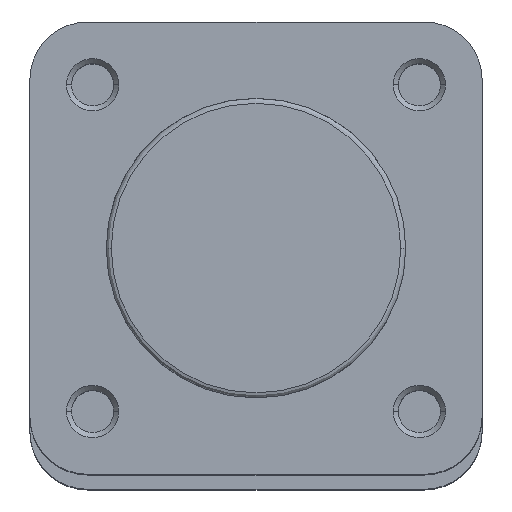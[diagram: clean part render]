
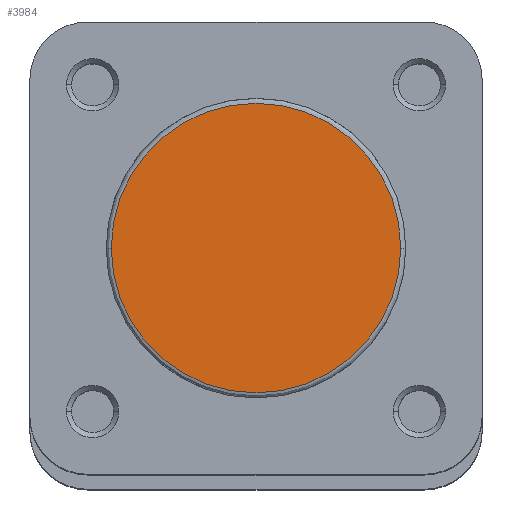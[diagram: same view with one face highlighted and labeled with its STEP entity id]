
A CAD part, top view. The second image highlights one B-rep face of the part: STEP entity #3984.
In plain terms, the highlighted planar face has unit normal (0, 0, 1).
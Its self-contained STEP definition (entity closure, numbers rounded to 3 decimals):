
#272 = VERTEX_POINT ( 'NONE', #484 ) ;
#473 = CARTESIAN_POINT ( 'NONE',  ( -14.4, 0., 0. ) ) ;
#484 = CARTESIAN_POINT ( 'NONE',  ( 14.4, 0., 0. ) ) ;
#487 = VERTEX_POINT ( 'NONE', #473 ) ;
#800 = CARTESIAN_POINT ( 'NONE',  ( 0., 0., 0. ) ) ;
#803 = DIRECTION ( 'NONE',  ( 0., 0., 1. ) ) ;
#804 = DIRECTION ( 'NONE',  ( -1., 0., 0. ) ) ;
#1785 = CARTESIAN_POINT ( 'NONE',  ( 0., 14.9, 0. ) ) ;
#1786 = PLANE ( 'NONE',  #2625 ) ;
#1788 = DIRECTION ( 'NONE',  ( 0., 0., -1. ) ) ;
#1789 = DIRECTION ( 'NONE',  ( -1., 0., 0. ) ) ;
#2049 = EDGE_CURVE ( 'NONE', #272, #487, #3546, .T. ) ;
#2111 = EDGE_CURVE ( 'NONE', #487, #272, #3536, .T. ) ;
#2346 = AXIS2_PLACEMENT_3D ( 'NONE', #3849, #3813, #3798 ) ;
#2388 = AXIS2_PLACEMENT_3D ( 'NONE', #800, #803, #804 ) ;
#2625 = AXIS2_PLACEMENT_3D ( 'NONE', #1785, #1788, #1789 ) ;
#3232 = FACE_OUTER_BOUND ( 'NONE', #4799, .T. ) ;
#3536 = CIRCLE ( 'NONE', #2388, 14.4 ) ;
#3546 = CIRCLE ( 'NONE', #2346, 14.4 ) ;
#3798 = DIRECTION ( 'NONE',  ( -1., 0., 0. ) ) ;
#3813 = DIRECTION ( 'NONE',  ( 0., 0., 1. ) ) ;
#3849 = CARTESIAN_POINT ( 'NONE',  ( 0., 0., 0. ) ) ;
#3984 = ADVANCED_FACE ( 'NONE', ( #3232 ), #1786, .F. ) ;
#4350 = ORIENTED_EDGE ( 'NONE', *, *, #2049, .T. ) ;
#4351 = ORIENTED_EDGE ( 'NONE', *, *, #2111, .T. ) ;
#4799 = EDGE_LOOP ( 'NONE', ( #4351, #4350 ) ) ;
